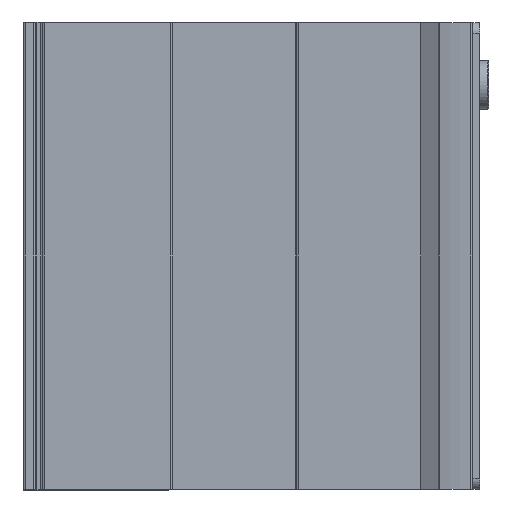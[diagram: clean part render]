
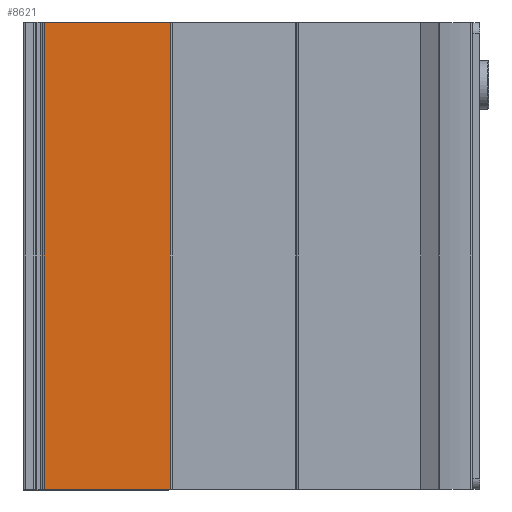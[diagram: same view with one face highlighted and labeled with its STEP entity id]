
A CAD part, front view. The second image highlights one B-rep face of the part: STEP entity #8621.
In plain terms, the highlighted planar face has unit normal (0, -1, 0).
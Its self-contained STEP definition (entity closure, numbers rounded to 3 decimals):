
#529=LINE('',#13885,#1136);
#530=LINE('',#13889,#1137);
#531=LINE('',#13891,#1138);
#532=LINE('',#13893,#1139);
#1136=VECTOR('',#10940,1000.);
#1137=VECTOR('',#10945,1000.);
#1138=VECTOR('',#10946,1000.);
#1139=VECTOR('',#10947,1000.);
#1840=ORIENTED_EDGE('',*,*,#4117,.T.);
#1841=ORIENTED_EDGE('',*,*,#4118,.F.);
#1842=ORIENTED_EDGE('',*,*,#4119,.F.);
#1843=ORIENTED_EDGE('',*,*,#4115,.T.);
#4115=EDGE_CURVE('',#5245,#5244,#529,.T.);
#4117=EDGE_CURVE('',#5244,#5246,#530,.T.);
#4118=EDGE_CURVE('',#5247,#5246,#531,.T.);
#4119=EDGE_CURVE('',#5245,#5247,#532,.T.);
#5244=VERTEX_POINT('',#13884);
#5245=VERTEX_POINT('',#13886);
#5246=VERTEX_POINT('',#13890);
#5247=VERTEX_POINT('',#13892);
#6505=EDGE_LOOP('',(#1840,#1841,#1842,#1843));
#7438=FACE_BOUND('',#6505,.T.);
#8343=PLANE('',#9597);
#8621=ADVANCED_FACE('',(#7438),#8343,.F.);
#9597=AXIS2_PLACEMENT_3D('',#13888,#10943,#10944);
#10940=DIRECTION('',(0.,0.,-1.));
#10943=DIRECTION('',(0.,1.,0.));
#10944=DIRECTION('',(0.,0.,1.));
#10945=DIRECTION('',(1.,0.,0.));
#10946=DIRECTION('',(0.,0.,-1.));
#10947=DIRECTION('',(1.,0.,0.));
#13884=CARTESIAN_POINT('',(87.5,-33.8,0.));
#13885=CARTESIAN_POINT('',(87.5,-33.8,135.));
#13886=CARTESIAN_POINT('',(87.5,-33.8,135.));
#13888=CARTESIAN_POINT('',(87.5,-33.8,135.));
#13889=CARTESIAN_POINT('',(87.5,-33.8,0.));
#13890=CARTESIAN_POINT('',(124.,-33.8,0.));
#13891=CARTESIAN_POINT('',(124.,-33.8,135.));
#13892=CARTESIAN_POINT('',(124.,-33.8,135.));
#13893=CARTESIAN_POINT('',(87.5,-33.8,135.));
